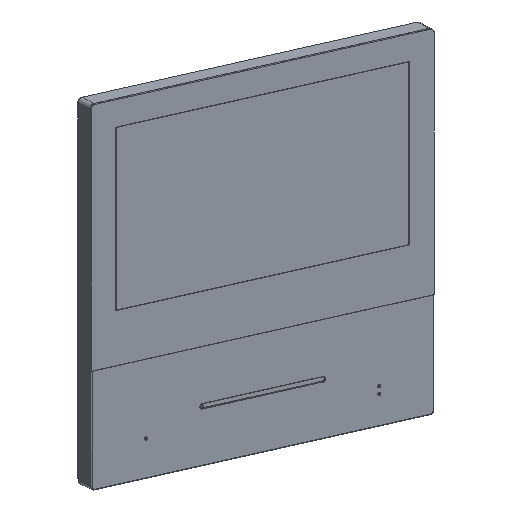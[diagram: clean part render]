
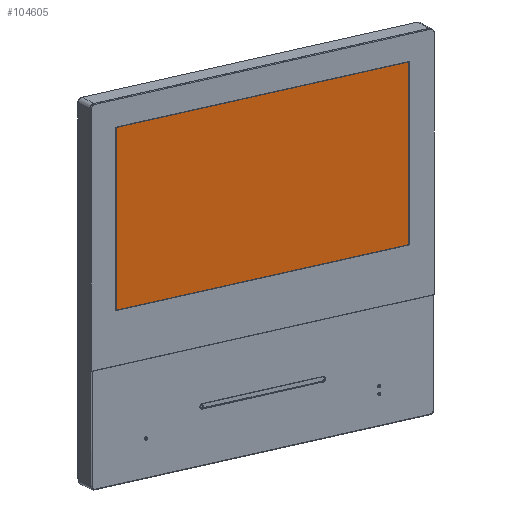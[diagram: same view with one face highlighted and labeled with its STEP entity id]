
A CAD part, top view. The second image highlights one B-rep face of the part: STEP entity #104605.
In plain terms, the highlighted face is planar.
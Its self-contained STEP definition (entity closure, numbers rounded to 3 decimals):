
#104507=CARTESIAN_POINT('Vertex',(-76.54,42.46,2.3)) ;
#104510=CARTESIAN_POINT('Line Origine',(0.,42.46,2.3)) ;
#104514=CARTESIAN_POINT('Vertex',(76.54,42.46,2.3)) ;
#104534=CARTESIAN_POINT('Line Origine',(76.54,0.,2.3)) ;
#104538=CARTESIAN_POINT('Vertex',(76.54,-42.46,2.3)) ;
#104558=CARTESIAN_POINT('Line Origine',(0.,-42.46,2.3)) ;
#104562=CARTESIAN_POINT('Vertex',(-76.54,-42.46,2.3)) ;
#104582=CARTESIAN_POINT('Line Origine',(-76.54,0.,2.3)) ;
#104594=CARTESIAN_POINT('Axis2P3D Location',(0.,0.,2.3)) ;
#104511=DIRECTION('Vector Direction',(1.,0.,0.)) ;
#104535=DIRECTION('Vector Direction',(0.,-1.,0.)) ;
#104559=DIRECTION('Vector Direction',(-1.,0.,0.)) ;
#104583=DIRECTION('Vector Direction',(0.,1.,0.)) ;
#104595=DIRECTION('Axis2P3D Direction',(0.,0.,1.)) ;
#104596=DIRECTION('Axis2P3D XDirection',(1.,0.,0.)) ;
#104597=AXIS2_PLACEMENT_3D('Plane Axis2P3D',#104594,#104595,#104596) ;
#104600=ORIENTED_EDGE('',*,*,#104564,.F.) ;
#104601=ORIENTED_EDGE('',*,*,#104540,.F.) ;
#104602=ORIENTED_EDGE('',*,*,#104516,.F.) ;
#104603=ORIENTED_EDGE('',*,*,#104586,.F.) ;
#104512=VECTOR('Line Direction',#104511,1.) ;
#104536=VECTOR('Line Direction',#104535,1.) ;
#104560=VECTOR('Line Direction',#104559,1.) ;
#104584=VECTOR('Line Direction',#104583,1.) ;
#104605=ADVANCED_FACE('1\\MANIFOLD_SOLID_BREP #43137',(#104604),#104598,.T.) ;
#104516=EDGE_CURVE('',#104508,#104515,#104513,.T.) ;
#104540=EDGE_CURVE('',#104515,#104539,#104537,.T.) ;
#104564=EDGE_CURVE('',#104539,#104563,#104561,.T.) ;
#104586=EDGE_CURVE('',#104563,#104508,#104585,.T.) ;
#104599=EDGE_LOOP('',(#104600,#104601,#104602,#104603)) ;
#104604=FACE_OUTER_BOUND('',#104599,.T.) ;
#104513=LINE('Line',#104510,#104512) ;
#104537=LINE('Line',#104534,#104536) ;
#104561=LINE('Line',#104558,#104560) ;
#104585=LINE('Line',#104582,#104584) ;
#104598=PLANE('',#104597) ;
#104508=VERTEX_POINT('',#104507) ;
#104515=VERTEX_POINT('',#104514) ;
#104539=VERTEX_POINT('',#104538) ;
#104563=VERTEX_POINT('',#104562) ;
